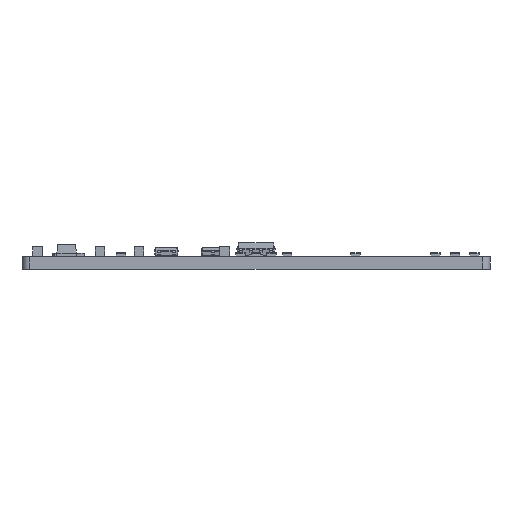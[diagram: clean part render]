
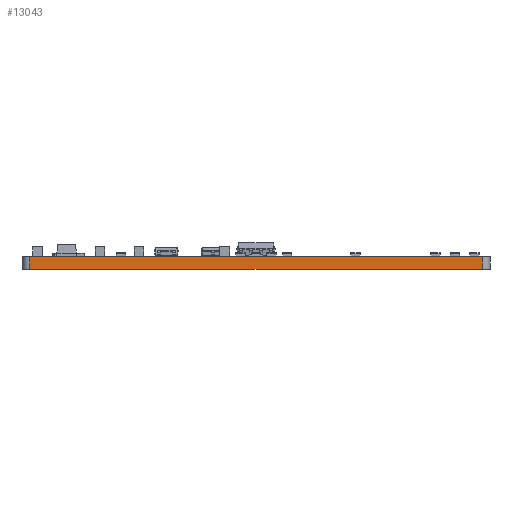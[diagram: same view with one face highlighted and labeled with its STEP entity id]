
A CAD part, left-side view. The second image highlights one B-rep face of the part: STEP entity #13043.
In plain terms, the highlighted planar face has unit normal (-1, 0, 0).
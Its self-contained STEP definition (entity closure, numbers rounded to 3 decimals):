
#11247 = VERTEX_POINT('',#11248);
#11248 = CARTESIAN_POINT('',(150.,-41.,0.));
#11255 = EDGE_CURVE('',#11256,#11247,#11258,.T.);
#11256 = VERTEX_POINT('',#11257);
#11257 = CARTESIAN_POINT('',(150.,-99.,0.));
#11258 = LINE('',#11259,#11260);
#11259 = CARTESIAN_POINT('',(150.,-99.,0.));
#11260 = VECTOR('',#11261,1.);
#11261 = DIRECTION('',(0.,1.,0.));
#11749 = VERTEX_POINT('',#11750);
#11750 = CARTESIAN_POINT('',(150.,-41.,1.6));
#11757 = EDGE_CURVE('',#11758,#11749,#11760,.T.);
#11758 = VERTEX_POINT('',#11759);
#11759 = CARTESIAN_POINT('',(150.,-99.,1.6));
#11760 = LINE('',#11761,#11762);
#11761 = CARTESIAN_POINT('',(150.,-99.,1.6));
#11762 = VECTOR('',#11763,1.);
#11763 = DIRECTION('',(0.,1.,0.));
#12248 = EDGE_CURVE('',#11247,#11749,#12249,.T.);
#12249 = LINE('',#12250,#12251);
#12250 = CARTESIAN_POINT('',(150.,-41.,0.));
#12251 = VECTOR('',#12252,1.);
#12252 = DIRECTION('',(0.,0.,1.));
#13032 = EDGE_CURVE('',#11256,#11758,#13033,.T.);
#13033 = LINE('',#13034,#13035);
#13034 = CARTESIAN_POINT('',(150.,-99.,0.));
#13035 = VECTOR('',#13036,1.);
#13036 = DIRECTION('',(0.,0.,1.));
#13043 = ADVANCED_FACE('',(#13044),#13050,.T.);
#13044 = FACE_BOUND('',#13045,.T.);
#13045 = EDGE_LOOP('',(#13046,#13047,#13048,#13049));
#13046 = ORIENTED_EDGE('',*,*,#13032,.T.);
#13047 = ORIENTED_EDGE('',*,*,#11757,.T.);
#13048 = ORIENTED_EDGE('',*,*,#12248,.F.);
#13049 = ORIENTED_EDGE('',*,*,#11255,.F.);
#13050 = PLANE('',#13051);
#13051 = AXIS2_PLACEMENT_3D('',#13052,#13053,#13054);
#13052 = CARTESIAN_POINT('',(150.,-99.,0.));
#13053 = DIRECTION('',(-1.,0.,0.));
#13054 = DIRECTION('',(0.,1.,0.));
